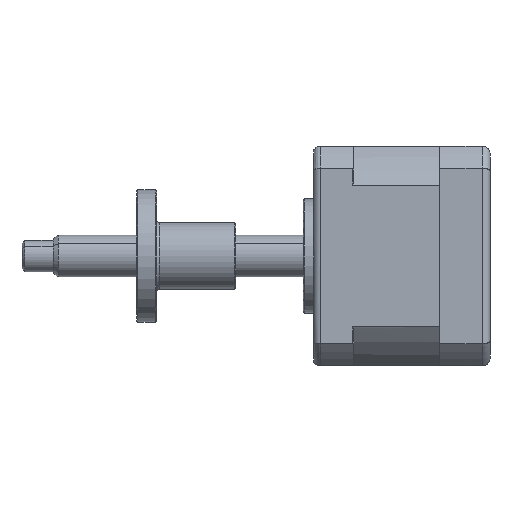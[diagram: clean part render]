
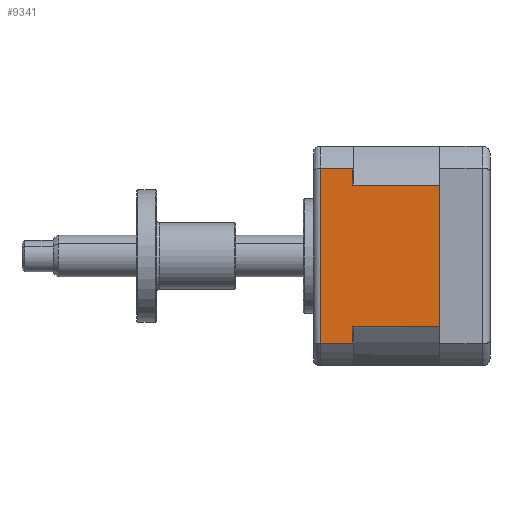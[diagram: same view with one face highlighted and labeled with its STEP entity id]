
A CAD part, left-side view. The second image highlights one B-rep face of the part: STEP entity #9341.
In plain terms, the highlighted planar face has unit normal (-1, 0, 0).
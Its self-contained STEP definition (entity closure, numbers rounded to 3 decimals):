
#316 = EDGE_CURVE ( 'NONE', #5395, #2223, #8984, .T. ) ;
#384 = EDGE_CURVE ( 'NONE', #2444, #5998, #8408, .T. ) ;
#404 = ORIENTED_EDGE ( 'NONE', *, *, #384, .F. ) ;
#750 = VERTEX_POINT ( 'NONE', #8262 ) ;
#791 = VECTOR ( 'NONE', #9437, 1000. ) ;
#810 = ORIENTED_EDGE ( 'NONE', *, *, #4026, .T. ) ;
#1354 = VECTOR ( 'NONE', #9306, 1000. ) ;
#1370 = DIRECTION ( 'NONE',  ( 0., 1., 0. ) ) ;
#1377 = EDGE_CURVE ( 'NONE', #7955, #8474, #11090, .T. ) ;
#1574 = FACE_OUTER_BOUND ( 'NONE', #10682, .T. ) ;
#1919 = PLANE ( 'NONE',  #10761 ) ;
#1953 = CARTESIAN_POINT ( 'NONE',  ( -38.681, -10.358, 50.196 ) ) ;
#2223 = VERTEX_POINT ( 'NONE', #3302 ) ;
#2337 = CARTESIAN_POINT ( 'NONE',  ( -38.681, -27.058, 19.756 ) ) ;
#2444 = VERTEX_POINT ( 'NONE', #8163 ) ;
#2813 = CARTESIAN_POINT ( 'NONE',  ( -38.681, -27.058, 19.756 ) ) ;
#2849 = DIRECTION ( 'NONE',  ( 0., 0., 1. ) ) ;
#2935 = ORIENTED_EDGE ( 'NONE', *, *, #9894, .T. ) ;
#2970 = VECTOR ( 'NONE', #1370, 1000. ) ;
#3028 = ORIENTED_EDGE ( 'NONE', *, *, #1377, .F. ) ;
#3199 = CARTESIAN_POINT ( 'NONE',  ( -38.681, -10.358, 50.196 ) ) ;
#3302 = CARTESIAN_POINT ( 'NONE',  ( -38.681, -10.358, 50.196 ) ) ;
#3403 = CARTESIAN_POINT ( 'NONE',  ( -38.681, -4.208, 16.504 ) ) ;
#3667 = VECTOR ( 'NONE', #8686, 1000. ) ;
#3872 = DIRECTION ( 'NONE',  ( 0., 0., -1. ) ) ;
#4026 = EDGE_CURVE ( 'NONE', #2223, #8369, #10027, .T. ) ;
#4041 = ORIENTED_EDGE ( 'NONE', *, *, #316, .T. ) ;
#4166 = CARTESIAN_POINT ( 'NONE',  ( -38.681, -11.958, 50.196 ) ) ;
#4222 = LINE ( 'NONE', #11377, #11235 ) ;
#4318 = DIRECTION ( 'NONE',  ( 0., 0., -1. ) ) ;
#4375 = ORIENTED_EDGE ( 'NONE', *, *, #9924, .T. ) ;
#5344 = CARTESIAN_POINT ( 'NONE',  ( -38.681, -4.208, 16.504 ) ) ;
#5381 = ORIENTED_EDGE ( 'NONE', *, *, #11825, .T. ) ;
#5395 = VERTEX_POINT ( 'NONE', #11432 ) ;
#5848 = CARTESIAN_POINT ( 'NONE',  ( -38.681, -4.208, 50.196 ) ) ;
#5881 = DIRECTION ( 'NONE',  ( 0., 1., 0. ) ) ;
#5998 = VERTEX_POINT ( 'NONE', #5344 ) ;
#6497 = VECTOR ( 'NONE', #4318, 1000. ) ;
#6817 = ORIENTED_EDGE ( 'NONE', *, *, #9956, .F. ) ;
#7155 = CARTESIAN_POINT ( 'NONE',  ( -38.681, -27.058, 46.944 ) ) ;
#7946 = VECTOR ( 'NONE', #10617, 1000. ) ;
#7955 = VERTEX_POINT ( 'NONE', #7155 ) ;
#8163 = CARTESIAN_POINT ( 'NONE',  ( -38.681, -10.358, 16.504 ) ) ;
#8262 = CARTESIAN_POINT ( 'NONE',  ( -38.681, -10.358, 19.756 ) ) ;
#8346 = DIRECTION ( 'NONE',  ( 1., 0., 0. ) ) ;
#8369 = VERTEX_POINT ( 'NONE', #5848 ) ;
#8387 = CARTESIAN_POINT ( 'NONE',  ( -38.681, -27.058, 19.756 ) ) ;
#8408 = LINE ( 'NONE', #10372, #791 ) ;
#8474 = VERTEX_POINT ( 'NONE', #8750 ) ;
#8642 = VECTOR ( 'NONE', #3872, 1000. ) ;
#8686 = DIRECTION ( 'NONE',  ( 0., 0., 1. ) ) ;
#8750 = CARTESIAN_POINT ( 'NONE',  ( -38.681, -27.058, 19.756 ) ) ;
#8984 = LINE ( 'NONE', #1953, #1354 ) ;
#9306 = DIRECTION ( 'NONE',  ( 0., 0., 1. ) ) ;
#9341 = ADVANCED_FACE ( 'NONE', ( #1574 ), #1919, .F. ) ;
#9437 = DIRECTION ( 'NONE',  ( 0., 1., 0. ) ) ;
#9894 = EDGE_CURVE ( 'NONE', #7955, #5395, #4222, .T. ) ;
#9924 = EDGE_CURVE ( 'NONE', #2444, #750, #10958, .T. ) ;
#9956 = EDGE_CURVE ( 'NONE', #8474, #750, #10406, .T. ) ;
#10027 = LINE ( 'NONE', #4166, #2970 ) ;
#10372 = CARTESIAN_POINT ( 'NONE',  ( -38.681, -11.958, 16.504 ) ) ;
#10406 = LINE ( 'NONE', #2337, #7946 ) ;
#10617 = DIRECTION ( 'NONE',  ( 0., 1., 0. ) ) ;
#10682 = EDGE_LOOP ( 'NONE', ( #2935, #4041, #810, #5381, #404, #4375, #6817, #3028 ) ) ;
#10761 = AXIS2_PLACEMENT_3D ( 'NONE', #2813, #8346, #2849 ) ;
#10789 = LINE ( 'NONE', #3403, #6497 ) ;
#10958 = LINE ( 'NONE', #3199, #3667 ) ;
#11090 = LINE ( 'NONE', #8387, #8642 ) ;
#11235 = VECTOR ( 'NONE', #5881, 1000. ) ;
#11377 = CARTESIAN_POINT ( 'NONE',  ( -38.681, -27.058, 46.944 ) ) ;
#11432 = CARTESIAN_POINT ( 'NONE',  ( -38.681, -10.358, 46.944 ) ) ;
#11825 = EDGE_CURVE ( 'NONE', #8369, #5998, #10789, .T. ) ;
